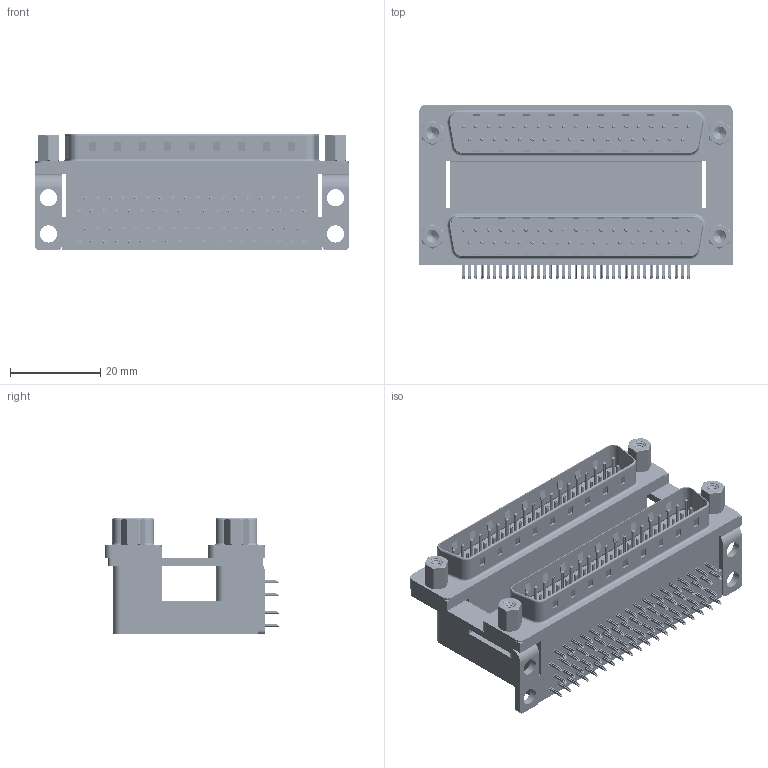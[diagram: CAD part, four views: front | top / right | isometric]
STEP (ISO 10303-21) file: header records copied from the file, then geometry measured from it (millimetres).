
FILE_DESCRIPTION (( 'STEP AP203' ), '1' );
FILE_NAME ('661-037-264-009.STEP', '2022-06-16T12:52:37', ( '' ), ( '' ), 'SwSTEP 2.0', 'SolidWorks 2020', '' );
FILE_SCHEMA (( 'CONFIG_CONTROL_DESIGN' ));
Length unit declared in the file: millimetre
Products named in the file (12): 661-037-264-009; 661 Housing Lower_37 Contacts; 661 Contact Bottom Upper_H; 661 Contact Bottom Lower; 661 Threaded Rivet_4-40; 661 Contact Top Lower; 661 Shell_37 Contacts; 661 Contact Top Upper_H; 661 Housing Upper_37 Contacts H; 661 Mounting Bracket_NoneH; 661 4-40 Hex Standoff 5; 661 Housing Spacer_37 Contacts H
Assembly tree (89 placements, depth 2):
  661-037-264-009
    661 Housing Lower_37 Contacts
    661 Housing Spacer_37 Contacts H
    661 Housing Upper_37 Contacts H
    661 Shell_37 Contacts  x2
    661 Contact Bottom Lower  x18
    661 Contact Top Lower  x19
    661 Contact Bottom Upper_H  x18
    661 Contact Top Upper_H  x19
    661 Mounting Bracket_NoneH  x2
    661 Threaded Rivet_4-40  x4
    661 4-40 Hex Standoff 5  x4
Bounding box: 69.32 x 38.59 x 25.6 mm (x, y, z)
Volume: 31232.9 mm3; surface area: 32114.7 mm2
Topology: 89 solids, 89 shells, 6834 faces, 17028 edges, 10546 vertices
Faces by surface type: plane 4294, cylinder 1938, torus 506, cone 60, bspline 36
Entity records: 55512 total; most frequent: CARTESIAN_POINT 13010, ORIENTED_EDGE 7984, DIRECTION 7978, EDGE_CURVE 3992, VECTOR 3054, LINE 3054, VERTEX_POINT 2595, AXIS2_PLACEMENT_3D 2462
